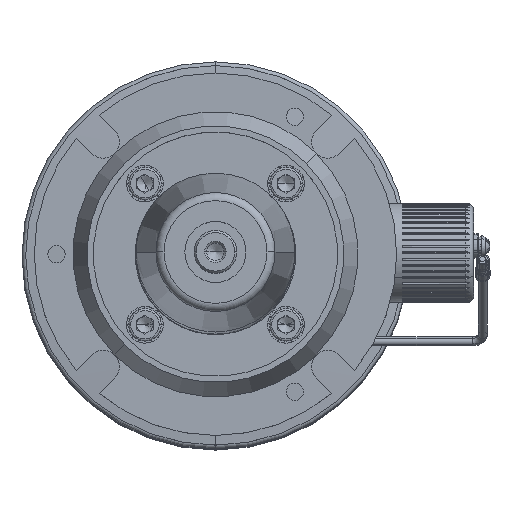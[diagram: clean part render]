
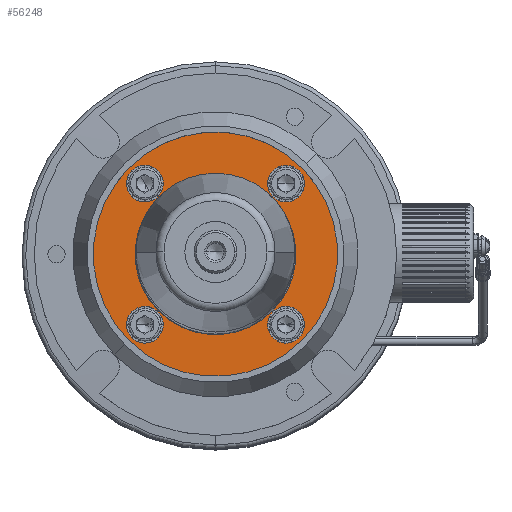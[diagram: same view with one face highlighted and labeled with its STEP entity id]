
A CAD part, top view. The second image highlights one B-rep face of the part: STEP entity #56248.
In plain terms, the highlighted planar face has unit normal (0, 0, 1).
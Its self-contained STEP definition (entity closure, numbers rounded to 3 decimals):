
#2209 = EDGE_LOOP ( 'NONE', ( #3634, #3510 ) ) ;
#2211 = EDGE_LOOP ( 'NONE', ( #3615, #3638 ) ) ;
#2222 = EDGE_LOOP ( 'NONE', ( #3511, #3568 ) ) ;
#2229 = EDGE_LOOP ( 'NONE', ( #3521, #3558 ) ) ;
#2230 = EDGE_LOOP ( 'NONE', ( #3588, #3541 ) ) ;
#2237 = EDGE_LOOP ( 'NONE', ( #3561, #3545 ) ) ;
#3510 = ORIENTED_EDGE ( 'NONE', *, *, #53071, .F. ) ;
#3511 = ORIENTED_EDGE ( 'NONE', *, *, #53056, .F. ) ;
#3521 = ORIENTED_EDGE ( 'NONE', *, *, #52994, .F. ) ;
#3541 = ORIENTED_EDGE ( 'NONE', *, *, #52963, .T. ) ;
#3545 = ORIENTED_EDGE ( 'NONE', *, *, #53147, .F. ) ;
#3558 = ORIENTED_EDGE ( 'NONE', *, *, #53077, .F. ) ;
#3561 = ORIENTED_EDGE ( 'NONE', *, *, #53022, .F. ) ;
#3568 = ORIENTED_EDGE ( 'NONE', *, *, #53099, .F. ) ;
#3588 = ORIENTED_EDGE ( 'NONE', *, *, #53093, .T. ) ;
#3615 = ORIENTED_EDGE ( 'NONE', *, *, #52967, .F. ) ;
#3634 = ORIENTED_EDGE ( 'NONE', *, *, #53013, .F. ) ;
#3638 = ORIENTED_EDGE ( 'NONE', *, *, #53045, .F. ) ;
#14368 = FACE_OUTER_BOUND ( 'NONE', #2230, .T. ) ;
#14369 = FACE_BOUND ( 'NONE', #2222, .T. ) ;
#14376 = FACE_BOUND ( 'NONE', #2237, .T. ) ;
#14378 = FACE_BOUND ( 'NONE', #2209, .T. ) ;
#14380 = FACE_BOUND ( 'NONE', #2211, .T. ) ;
#14390 = FACE_BOUND ( 'NONE', #2229, .T. ) ;
#19855 = AXIS2_PLACEMENT_3D ( 'NONE', #33335, #33379, #33301 ) ;
#19871 = AXIS2_PLACEMENT_3D ( 'NONE', #33431, #33427, #33406 ) ;
#19887 = AXIS2_PLACEMENT_3D ( 'NONE', #34071, #34020, #34047 ) ;
#19892 = AXIS2_PLACEMENT_3D ( 'NONE', #33890, #33904, #33814 ) ;
#19895 = AXIS2_PLACEMENT_3D ( 'NONE', #33927, #33935, #33940 ) ;
#19897 = AXIS2_PLACEMENT_3D ( 'NONE', #33561, #33578, #33594 ) ;
#19903 = AXIS2_PLACEMENT_3D ( 'NONE', #33674, #33737, #33767 ) ;
#19908 = AXIS2_PLACEMENT_3D ( 'NONE', #33656, #33658, #33623 ) ;
#19924 = AXIS2_PLACEMENT_3D ( 'NONE', #33888, #33998, #34002 ) ;
#19941 = AXIS2_PLACEMENT_3D ( 'NONE', #34215, #34209, #34211 ) ;
#19943 = AXIS2_PLACEMENT_3D ( 'NONE', #34090, #34160, #34164 ) ;
#19968 = AXIS2_PLACEMENT_3D ( 'NONE', #34502, #34434, #34467 ) ;
#33082 = VERTEX_POINT ( 'NONE', #37162 ) ;
#33301 = DIRECTION ( 'NONE',  ( 0.707, 0.707, 0. ) ) ;
#33335 = CARTESIAN_POINT ( 'NONE',  ( 0., 0., 75.5 ) ) ;
#33379 = DIRECTION ( 'NONE',  ( 0., 0., 1. ) ) ;
#33406 = DIRECTION ( 'NONE',  ( 0.707, 0.707, 0. ) ) ;
#33427 = DIRECTION ( 'NONE',  ( 0., 0., 1. ) ) ;
#33431 = CARTESIAN_POINT ( 'NONE',  ( 0., 0., 75.5 ) ) ;
#33561 = CARTESIAN_POINT ( 'NONE',  ( -34.648, -34.648, 75.5 ) ) ;
#33578 = DIRECTION ( 'NONE',  ( 0., 0., 1. ) ) ;
#33594 = DIRECTION ( 'NONE',  ( 0.707, 0.707, 0. ) ) ;
#33623 = DIRECTION ( 'NONE',  ( 0.707, 0.707, 0. ) ) ;
#33656 = CARTESIAN_POINT ( 'NONE',  ( 34.648, 34.648, 75.5 ) ) ;
#33658 = DIRECTION ( 'NONE',  ( 0., 0., 1. ) ) ;
#33674 = CARTESIAN_POINT ( 'NONE',  ( 34.648, -34.648, 75.5 ) ) ;
#33737 = DIRECTION ( 'NONE',  ( 0., 0., 1. ) ) ;
#33767 = DIRECTION ( 'NONE',  ( 0.707, 0.707, 0. ) ) ;
#33814 = DIRECTION ( 'NONE',  ( 0.707, 0.707, 0. ) ) ;
#33888 = CARTESIAN_POINT ( 'NONE',  ( -34.648, 34.648, 75.5 ) ) ;
#33890 = CARTESIAN_POINT ( 'NONE',  ( 0., 0., 75.5 ) ) ;
#33904 = DIRECTION ( 'NONE',  ( 0., 0., 1. ) ) ;
#33927 = CARTESIAN_POINT ( 'NONE',  ( 34.648, 34.648, 75.5 ) ) ;
#33935 = DIRECTION ( 'NONE',  ( 0., 0., 1. ) ) ;
#33940 = DIRECTION ( 'NONE',  ( 0.707, 0.707, 0. ) ) ;
#33998 = DIRECTION ( 'NONE',  ( 0., 0., 1. ) ) ;
#34002 = DIRECTION ( 'NONE',  ( 0.707, 0.707, 0. ) ) ;
#34020 = DIRECTION ( 'NONE',  ( 0., 0., 1. ) ) ;
#34047 = DIRECTION ( 'NONE',  ( 0.707, 0.707, 0. ) ) ;
#34071 = CARTESIAN_POINT ( 'NONE',  ( -34.648, -34.648, 75.5 ) ) ;
#34090 = CARTESIAN_POINT ( 'NONE',  ( 0., 0., 75.5 ) ) ;
#34160 = DIRECTION ( 'NONE',  ( 0., 0., 1. ) ) ;
#34164 = DIRECTION ( 'NONE',  ( 0.707, 0.707, 0. ) ) ;
#34209 = DIRECTION ( 'NONE',  ( 0., 0., 1. ) ) ;
#34211 = DIRECTION ( 'NONE',  ( 0.707, 0.707, 0. ) ) ;
#34215 = CARTESIAN_POINT ( 'NONE',  ( -34.648, 34.648, 75.5 ) ) ;
#34434 = DIRECTION ( 'NONE',  ( 0., 0., 1. ) ) ;
#34467 = DIRECTION ( 'NONE',  ( 0.707, 0.707, 0. ) ) ;
#34502 = CARTESIAN_POINT ( 'NONE',  ( 34.648, -34.648, 75.5 ) ) ;
#36111 = CIRCLE ( 'NONE', #19871, 39.5 ) ;
#36396 = CIRCLE ( 'NONE', #19855, 60. ) ;
#37156 = CARTESIAN_POINT ( 'NONE',  ( 30.759, 30.759, 75.5 ) ) ;
#37162 = CARTESIAN_POINT ( 'NONE',  ( 27.931, 27.931, 75.5 ) ) ;
#37166 = CARTESIAN_POINT ( 'NONE',  ( -30.759, 38.537, 75.5 ) ) ;
#37174 = CARTESIAN_POINT ( 'NONE',  ( 38.537, 38.537, 75.5 ) ) ;
#37176 = CARTESIAN_POINT ( 'NONE',  ( 38.537, -30.759, 75.5 ) ) ;
#37201 = CARTESIAN_POINT ( 'NONE',  ( -38.537, 30.759, 75.5 ) ) ;
#37204 = CARTESIAN_POINT ( 'NONE',  ( -27.931, -27.931, 75.5 ) ) ;
#37219 = CARTESIAN_POINT ( 'NONE',  ( 30.759, -38.537, 75.5 ) ) ;
#37225 = CARTESIAN_POINT ( 'NONE',  ( -42.426, -42.426, 75.5 ) ) ;
#37226 = CARTESIAN_POINT ( 'NONE',  ( 42.426, 42.426, 75.5 ) ) ;
#37241 = CARTESIAN_POINT ( 'NONE',  ( -38.537, -38.537, 75.5 ) ) ;
#37255 = CARTESIAN_POINT ( 'NONE',  ( -30.759, -30.759, 75.5 ) ) ;
#41099 = AXIS2_PLACEMENT_3D ( 'NONE', #47424, #47425, #47432 ) ;
#47422 = PLANE ( 'NONE',  #41099 ) ;
#47424 = CARTESIAN_POINT ( 'NONE',  ( 0., 0., 75.5 ) ) ;
#47425 = DIRECTION ( 'NONE',  ( 0., 0., 1. ) ) ;
#47432 = DIRECTION ( 'NONE',  ( 0.707, 0.707, 0. ) ) ;
#49152 = VERTEX_POINT ( 'NONE', #37156 ) ;
#49158 = VERTEX_POINT ( 'NONE', #37166 ) ;
#49164 = VERTEX_POINT ( 'NONE', #37219 ) ;
#49168 = VERTEX_POINT ( 'NONE', #37204 ) ;
#49172 = VERTEX_POINT ( 'NONE', #37174 ) ;
#49179 = VERTEX_POINT ( 'NONE', #37176 ) ;
#49181 = VERTEX_POINT ( 'NONE', #37201 ) ;
#49227 = VERTEX_POINT ( 'NONE', #37226 ) ;
#49248 = VERTEX_POINT ( 'NONE', #37241 ) ;
#49251 = VERTEX_POINT ( 'NONE', #37255 ) ;
#49253 = VERTEX_POINT ( 'NONE', #37225 ) ;
#49427 = CIRCLE ( 'NONE', #19897, 5.5 ) ;
#49469 = CIRCLE ( 'NONE', #19903, 5.5 ) ;
#49475 = CIRCLE ( 'NONE', #19908, 5.5 ) ;
#49531 = CIRCLE ( 'NONE', #19892, 39.5 ) ;
#49547 = CIRCLE ( 'NONE', #19924, 5.5 ) ;
#49555 = CIRCLE ( 'NONE', #19887, 5.5 ) ;
#49564 = CIRCLE ( 'NONE', #19943, 60. ) ;
#49573 = CIRCLE ( 'NONE', #19895, 5.5 ) ;
#49635 = CIRCLE ( 'NONE', #19941, 5.5 ) ;
#49653 = CIRCLE ( 'NONE', #19968, 5.5 ) ;
#52963 = EDGE_CURVE ( 'NONE', #49253, #49227, #36396, .T. ) ;
#52967 = EDGE_CURVE ( 'NONE', #49168, #33082, #36111, .T. ) ;
#52994 = EDGE_CURVE ( 'NONE', #49248, #49251, #49427, .T. ) ;
#53013 = EDGE_CURVE ( 'NONE', #49152, #49172, #49475, .T. ) ;
#53022 = EDGE_CURVE ( 'NONE', #49164, #49179, #49469, .T. ) ;
#53045 = EDGE_CURVE ( 'NONE', #33082, #49168, #49531, .T. ) ;
#53056 = EDGE_CURVE ( 'NONE', #49181, #49158, #49547, .T. ) ;
#53071 = EDGE_CURVE ( 'NONE', #49172, #49152, #49573, .T. ) ;
#53077 = EDGE_CURVE ( 'NONE', #49251, #49248, #49555, .T. ) ;
#53093 = EDGE_CURVE ( 'NONE', #49227, #49253, #49564, .T. ) ;
#53099 = EDGE_CURVE ( 'NONE', #49158, #49181, #49635, .T. ) ;
#53147 = EDGE_CURVE ( 'NONE', #49179, #49164, #49653, .T. ) ;
#56248 = ADVANCED_FACE ( 'NONE', ( #14380, #14369, #14376, #14390, #14378, #14368 ), #47422, .T. ) ;
